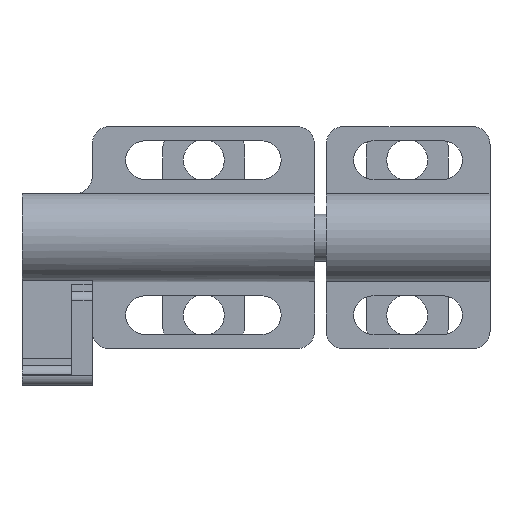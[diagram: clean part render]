
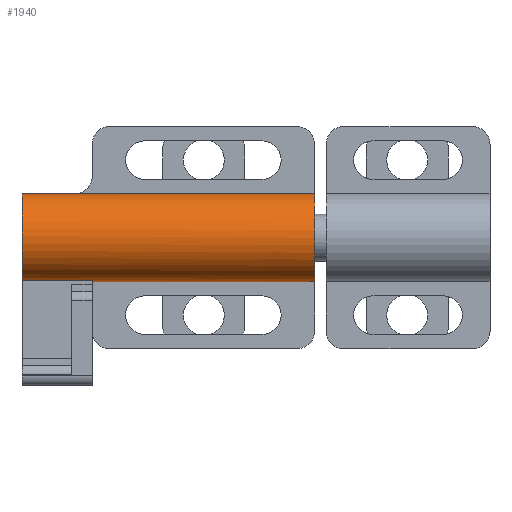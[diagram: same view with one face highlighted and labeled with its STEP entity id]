
A CAD part, front view. The second image highlights one B-rep face of the part: STEP entity #1940.
In plain terms, the highlighted cylindrical face has radius 7.5 mm (diameter 15 mm), a partial arc.
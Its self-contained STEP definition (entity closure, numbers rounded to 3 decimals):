
#243=LINE($,#2948,#418);
#278=LINE($,#3055,#453);
#279=LINE($,#3057,#454);
#418=VECTOR($,#2376,12.);
#453=VECTOR($,#2483,50.);
#454=VECTOR($,#2486,38.);
#620=FACE_OUTER_BOUND($,#728,.T.);
#728=EDGE_LOOP($,(#1570,#1571,#1572,#1573,#1574,#1575));
#823=CIRCLE($,#2067,7.5);
#825=CIRCLE($,#2070,7.5);
#838=CIRCLE($,#2092,7.5);
#937=VERTEX_POINT($,#2946);
#938=VERTEX_POINT($,#2947);
#941=VERTEX_POINT($,#2958);
#943=VERTEX_POINT($,#2964);
#971=VERTEX_POINT($,#3035);
#972=VERTEX_POINT($,#3037);
#1140=EDGE_CURVE($,#937,#938,#243,.T.);
#1147=EDGE_CURVE($,#938,#941,#823,.T.);
#1149=EDGE_CURVE($,#943,#937,#825,.T.);
#1184=EDGE_CURVE($,#972,#971,#838,.T.);
#1194=EDGE_CURVE($,#971,#943,#278,.T.);
#1195=EDGE_CURVE($,#972,#941,#279,.T.);
#1570=ORIENTED_EDGE($,*,*,#1147,.T.);
#1571=ORIENTED_EDGE($,*,*,#1195,.F.);
#1572=ORIENTED_EDGE($,*,*,#1184,.T.);
#1573=ORIENTED_EDGE($,*,*,#1194,.T.);
#1574=ORIENTED_EDGE($,*,*,#1149,.T.);
#1575=ORIENTED_EDGE($,*,*,#1140,.T.);
#1871=CYLINDRICAL_SURFACE($,#2099,7.5);
#1940=ADVANCED_FACE($,(#620),#1871,.T.);
#2067=AXIS2_PLACEMENT_3D($,#2960,#2389,#2390);
#2070=AXIS2_PLACEMENT_3D($,#2965,#2395,#2396);
#2092=AXIS2_PLACEMENT_3D($,#3038,#2461,#2462);
#2099=AXIS2_PLACEMENT_3D($,#3056,#2484,#2485);
#2376=DIRECTION($,(0.,0.,-1.));
#2389=DIRECTION('center_axis',(0.,0.,-1.));
#2390=DIRECTION('ref_axis',(1.,0.,0.));
#2395=DIRECTION('center_axis',(0.,0.,-1.));
#2396=DIRECTION('ref_axis',(1.,0.,0.));
#2461=DIRECTION('center_axis',(0.,0.,1.));
#2462=DIRECTION('ref_axis',(1.,0.,0.));
#2483=DIRECTION($,(0.,0.,1.));
#2484=DIRECTION('center_axis',(0.,0.,1.));
#2485=DIRECTION('ref_axis',(1.,0.,0.));
#2486=DIRECTION($,(0.,0.,1.));
#2946=CARTESIAN_POINT('',(7.293,10.25,50.));
#2947=CARTESIAN_POINT('',(7.293,10.25,38.));
#2948=CARTESIAN_POINT($,(7.293,10.25,0.));
#2958=CARTESIAN_POINT('',(7.5,8.5,38.));
#2960=CARTESIAN_POINT('Origin',(0.,8.5,38.));
#2964=CARTESIAN_POINT('',(-7.5,8.5,50.));
#2965=CARTESIAN_POINT('Origin',(0.,8.5,50.));
#3035=CARTESIAN_POINT('',(-7.5,8.5,0.));
#3037=CARTESIAN_POINT('',(7.5,8.5,0.));
#3038=CARTESIAN_POINT('Origin',(0.,8.5,0.));
#3055=CARTESIAN_POINT($,(-7.5,8.5,0.));
#3056=CARTESIAN_POINT('Origin',(0.,8.5,0.));
#3057=CARTESIAN_POINT($,(7.5,8.5,0.));
